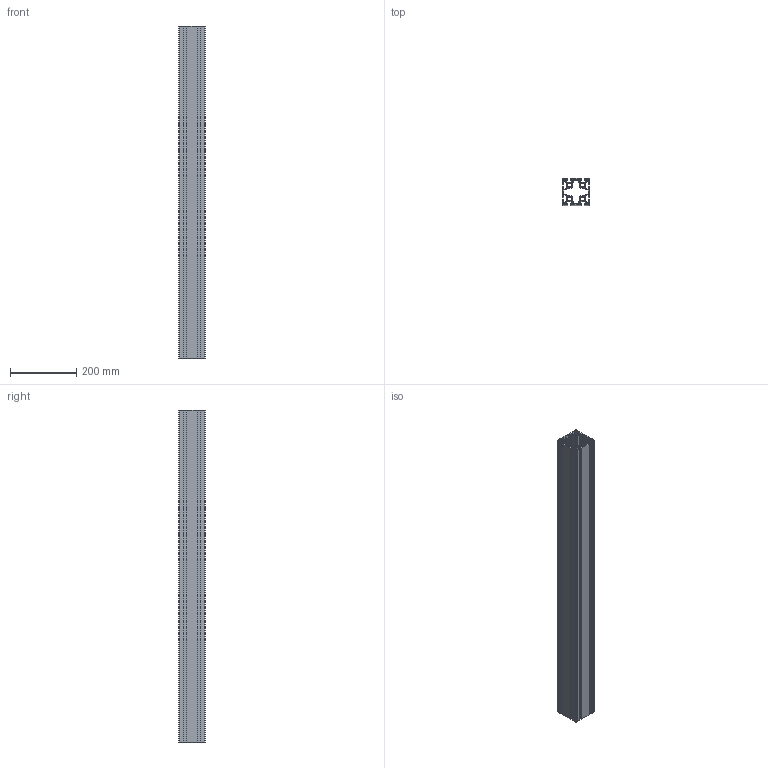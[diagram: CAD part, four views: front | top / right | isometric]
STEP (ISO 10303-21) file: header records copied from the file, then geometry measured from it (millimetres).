
FILE_DESCRIPTION(/* description */ ('Alibre Inc.'),/* implementation_level */ '2;1');
FILE_NAME(/* name */ 'export-21F1DD62-A7A0-45D5-B53B-FC547CA9BA3F',/* time_stamp */ '2019-09-27T18:27:20+02:00',/* author */ (''),/* organization */ (''),/* preprocessor_version */ 'ST-DEVELOPER v17',/* originating_system */ 'Alibre',/* authorisation */ '');
FILE_SCHEMA (('AUTOMOTIVE_DESIGN'));
Length unit declared in the file: centimetre
Bounding box: 80 x 80 x 1000 mm (x, y, z)
Volume: 1468765.3 mm3; surface area: 1379884.9 mm2
Topology: 1 solids, 1 shells, 450 faces, 1344 edges, 896 vertices
Faces by surface type: plane 322, cylinder 128
Entity records: 14793 total; most frequent: CARTESIAN_POINT 2690, ORIENTED_EDGE 2688, DIRECTION 2178, EDGE_CURVE 1344, VECTOR 1088, LINE 1088, VERTEX_POINT 896, AXIS2_PLACEMENT_3D 706
